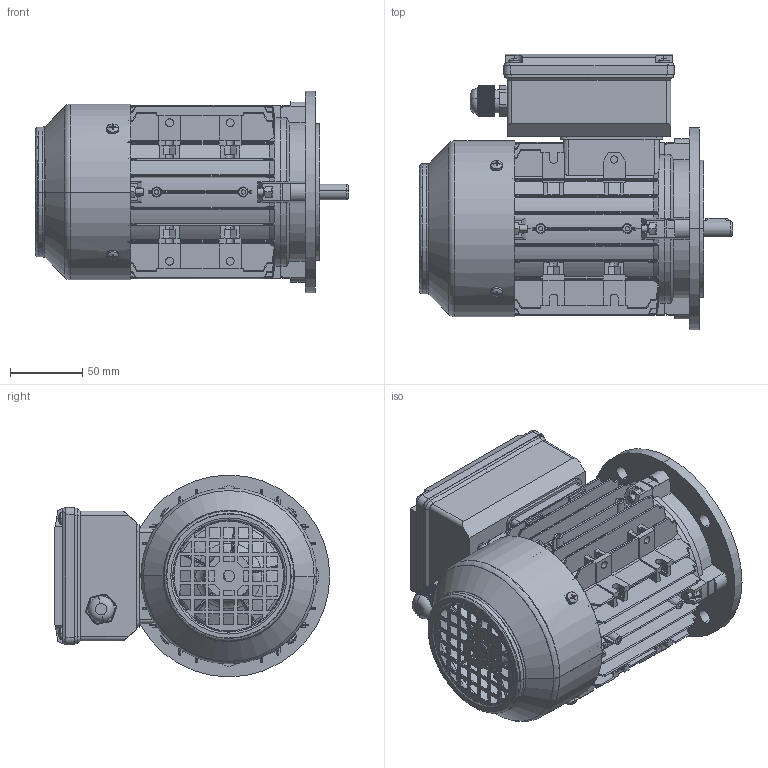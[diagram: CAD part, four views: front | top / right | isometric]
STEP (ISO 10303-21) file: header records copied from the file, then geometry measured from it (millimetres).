
FILE_DESCRIPTION (( 'STEP AP203' ), '1' );
FILE_NAME ('MY2 63 B5 臏源.STEP', '2024-09-05T08:20:39', ( '' ), ( '' ), 'SwSTEP 2.0', 'SolidWorks 2023', '' );
FILE_SCHEMA (( 'CONFIG_CONTROL_DESIGN' ));
Length unit declared in the file: millimetre
Products named in the file (16): cross recessed pan head screws gb_GB_CROSS_SCREWS_TYPE1 M4X12-12  H type-N; MS63 风叶; MY2 63 B5 铝方; TAN63 转轴; (MY2 63-71)MY63-71接线盒总成M16 (铝) 方; M16x1.5螺套; hexagon socket head cap screws gb_GB_FASTENER_SCREWS_HSHCS M5X25-N; (MY2 63-71)MY63-71接线盒盖(铝) 方; TA63风罩; plain parallel keys_GB_CONNECTING_PIECE_KEYS_CSK 4X16; TAN63 后盖; TAN63 机壳; hexagon nuts grade c gb_GB_FASTENER_NUT_SNC1 M5-N; TAN63 B5盖; (MY2 63-71)MY63-71接线盒座(铝) 方; cross recessed thread forming screws gb_GB_CROSS_SCREWS_TYPE138 M4X10-N
Assembly tree (35 placements, depth 3):
  MY2 63 B5 铝方
    TAN63 机壳
    TAN63 后盖
    MS63 风叶
    TA63风罩
    TAN63 转轴
    cross recessed thread forming screws gb_GB_CROSS_SCREWS_TYPE138 M4X10-N  x4
    plain parallel keys_GB_CONNECTING_PIECE_KEYS_CSK 4X16
    TAN63 B5盖
    hexagon nuts grade c gb_GB_FASTENER_NUT_SNC1 M5-N  x8
    hexagon socket head cap screws gb_GB_FASTENER_SCREWS_HSHCS M5X25-N  x8
    (MY2 63-71)MY63-71接线盒总成M16 (铝) 方
      (MY2 63-71)MY63-71接线盒座(铝) 方
      (MY2 63-71)MY63-71接线盒盖(铝) 方
      cross recessed pan head screws gb_GB_CROSS_SCREWS_TYPE1 M4X12-12  H type-N  x4
      M16x1.5螺套
Bounding box: 217 x 191 x 140 mm (x, y, z)
Volume: 557031.2 mm3; surface area: 436230.5 mm2
Topology: 34 solids, 34 shells, 3756 faces, 9844 edges, 6223 vertices
Faces by surface type: plane 1826, cylinder 941, bspline 494, cone 316, torus 151, sphere 28
Entity records: 119183 total; most frequent: CARTESIAN_POINT 39083, ORIENTED_EDGE 17568, DIRECTION 14645, EDGE_CURVE 8784, VERTEX_POINT 5588, AXIS2_PLACEMENT_3D 5131, VECTOR 4383, LINE 4383
